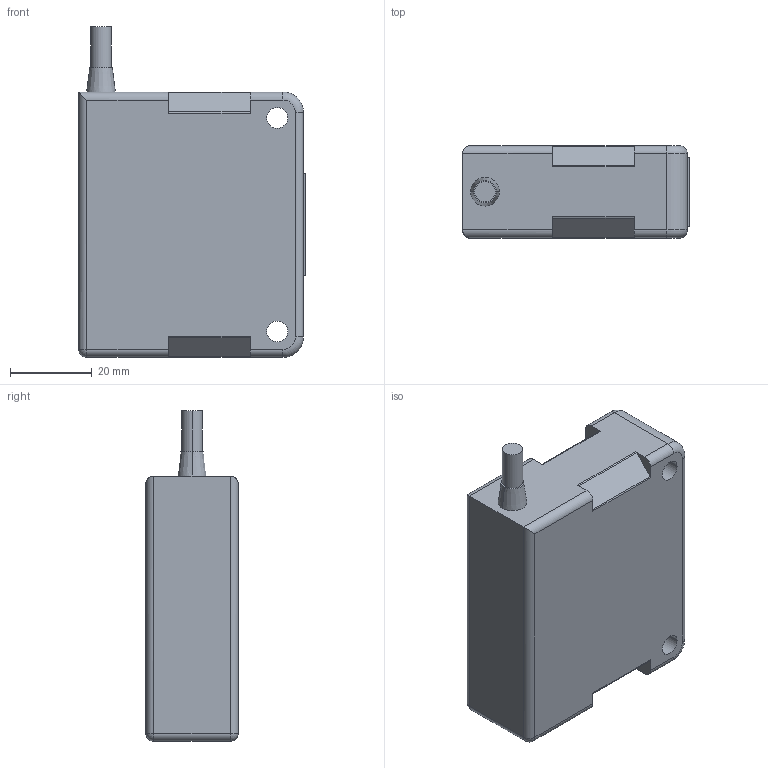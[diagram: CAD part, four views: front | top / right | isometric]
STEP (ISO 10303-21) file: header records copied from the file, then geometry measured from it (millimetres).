
FILE_DESCRIPTION((''),'2;1');
FILE_NAME('PRT0001','2012-02-07T',('dhelisch'),(''),'PRO/ENGINEER BY PARAMETRIC TECHNOLOGY CORPORATION, 2007250','PRO/ENGINEER BY PARAMETRIC TECHNOLOGY CORPORATION, 2007250','');
FILE_SCHEMA(('CONFIG_CONTROL_DESIGN'));
Length unit declared in the file: millimetre
Products named in the file (1): PRT0001
Bounding box: 55.5 x 22.6 x 80.9 mm (x, y, z)
Volume: 78292.7 mm3; surface area: 12979.9 mm2
Topology: 1 solids, 1 shells, 67 faces, 167 edges, 106 vertices
Faces by surface type: plane 38, cylinder 21, torus 4, sphere 2, cone 2
Entity records: 2706 total; most frequent: CARTESIAN_POINT 362, DIRECTION 345, ORIENTED_EDGE 334, PRESENTATION_STYLE_ASSIGNMENT 174, STYLED_ITEM 168, CURVE_STYLE 167, EDGE_CURVE 167, VECTOR 119
